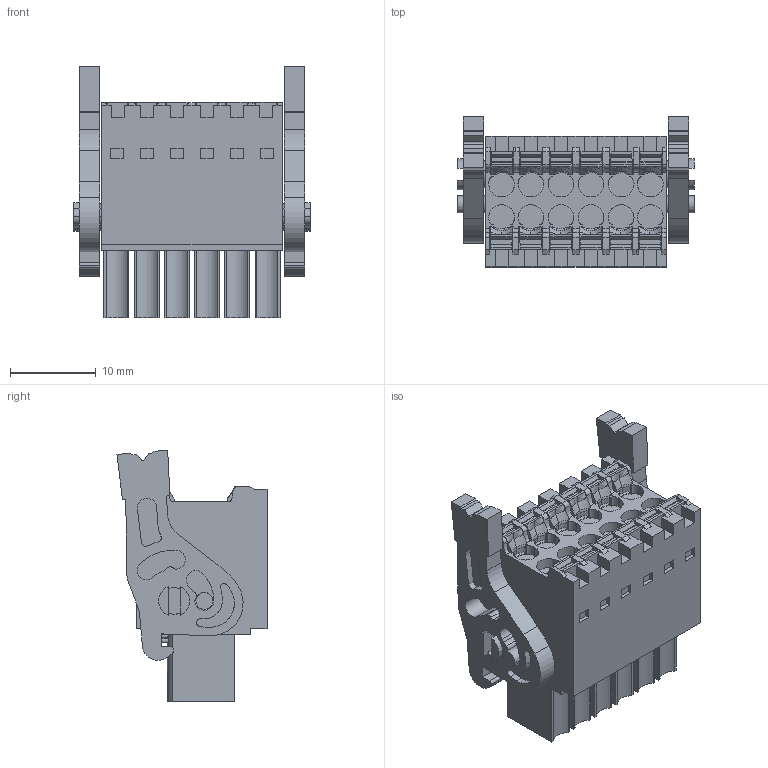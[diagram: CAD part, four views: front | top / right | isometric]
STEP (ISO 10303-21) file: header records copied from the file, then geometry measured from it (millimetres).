
FILE_DESCRIPTION(('CATIA V5 STEP','CAx-IF Rec.Pracs.--- Model Styling and Organization---1.4--- 2014-01-23'),'2;1');
FILE_NAME ('D1450508_1', '2023-08-22T06:50:22+00:00', ('none'), ('Weidmueller'), 'CATIA Version 5-6 Release 2016 SP3 HF44', 'CATIA V5 STEP AP214', 'none');
FILE_SCHEMA(('AUTOMOTIVE_DESIGN { 1 0 10303 214 1 1 1 1 }'));
Length unit declared in the file: millimetre
Products named in the file (1): 1278270000
Bounding box: 27.5 x 17.45 x 29.28 mm (x, y, z)
Volume: 6566.1 mm3; surface area: 5318 mm2
Topology: 15 solids, 15 shells, 1035 faces, 2976 edges, 2013 vertices
Faces by surface type: plane 636, cylinder 173, extrusion 107, torus 71, cone 24, bspline 24
Entity records: 36129 total; most frequent: CARTESIAN_POINT 11120, ORIENTED_EDGE 5952, DIRECTION 3712, EDGE_CURVE 2976, VECTOR 2133, LINE 2026, VERTEX_POINT 2013, EDGE_LOOP 1089
